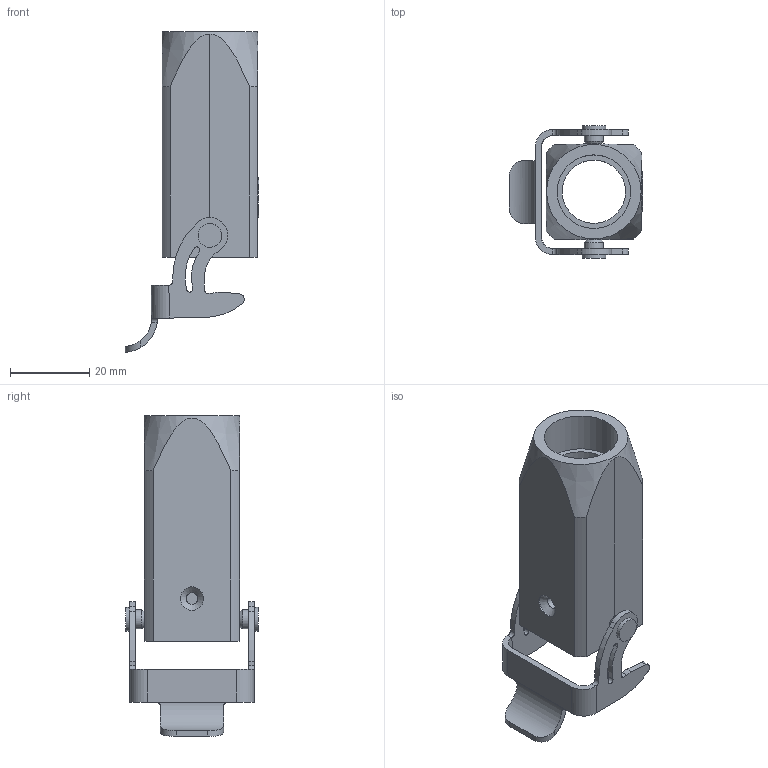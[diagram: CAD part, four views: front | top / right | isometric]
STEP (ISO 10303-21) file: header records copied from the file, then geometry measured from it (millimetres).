
FILE_DESCRIPTION(/* description */ (''),/* implementation_level */ '2;1');
FILE_NAME(/* name */ '100768293ugm000_a.stp',/* time_stamp */ '2019-03-25T16:24:51+01:00',/* author */ (''),/* organization */ (''),/* preprocessor_version */ 'ST-DEVELOPER v16.7',/* originating_system */ 'SIEMENS PLM Software NX 12.0',/* authorisation */ '');
FILE_SCHEMA (('AUTOMOTIVE_DESIGN { 1 0 10303 214 3 1 1 1 }'));
Length unit declared in the file: millimetre
Products named in the file (1): 100768293ugm000_a
Bounding box: 33.83 x 33.6 x 80.99 mm (x, y, z)
Volume: 10970.3 mm3; surface area: 12970.4 mm2
Topology: 2 solids, 2 shells, 295 faces, 785 edges, 515 vertices
Faces by surface type: plane 150, cylinder 57, bspline 50, cone 26, torus 11, revolution 1
Full cylindrical faces by diameter (mm): 2.6 x2, 3 x1, 4.8 x2, 5 x2, 5.9 x1, 6 x2, 16 x1, 18.6 x1
Entity records: 12550 total; most frequent: CARTESIAN_POINT 4522, ORIENTED_EDGE 1504, DIRECTION 1219, EDGE_CURVE 752, VERTEX_POINT 502, AXIS2_PLACEMENT_3D 420, LINE 378, VECTOR 378
